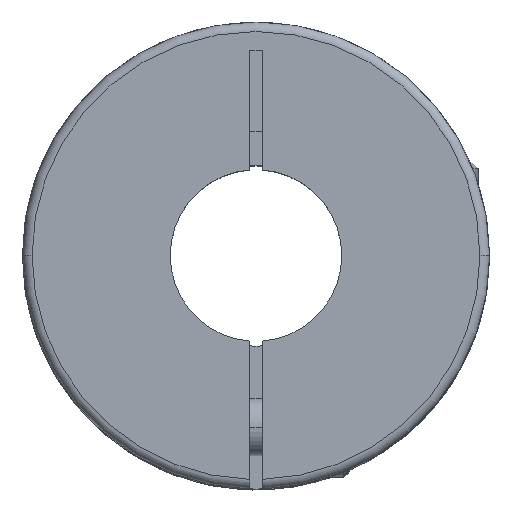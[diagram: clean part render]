
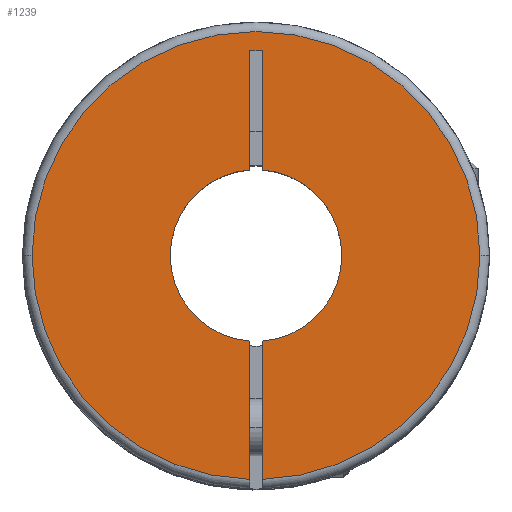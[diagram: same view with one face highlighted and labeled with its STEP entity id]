
A CAD part, top view. The second image highlights one B-rep face of the part: STEP entity #1239.
In plain terms, the highlighted planar face has unit normal (0, 0, 1).
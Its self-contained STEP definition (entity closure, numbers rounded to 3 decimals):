
#7 = EDGE_CURVE ( 'NONE', #2168, #3586, #2047, .T. ) ;
#33 = DIRECTION ( 'NONE',  ( 0., 0., -1. ) ) ;
#35 = DIRECTION ( 'NONE',  ( 0., -1., 0. ) ) ;
#83 = CARTESIAN_POINT ( 'NONE',  ( 0.65, -24.5, 0. ) ) ;
#104 = DIRECTION ( 'NONE',  ( 0., 0., -1. ) ) ;
#130 = CARTESIAN_POINT ( 'NONE',  ( -9., 0., 0. ) ) ;
#313 = CARTESIAN_POINT ( 'NONE',  ( -0.65, 21.5, 0. ) ) ;
#322 = VERTEX_POINT ( 'NONE', #3961 ) ;
#329 = CARTESIAN_POINT ( 'NONE',  ( 0.65, -8.976, 0. ) ) ;
#365 = VERTEX_POINT ( 'NONE', #987 ) ;
#674 = EDGE_CURVE ( 'NONE', #3894, #2993, #1851, .T. ) ;
#689 = PLANE ( 'NONE',  #3785 ) ;
#703 = LINE ( 'NONE', #83, #738 ) ;
#721 = ORIENTED_EDGE ( 'NONE', *, *, #1910, .F. ) ;
#738 = VECTOR ( 'NONE', #1303, 1000. ) ;
#768 = DIRECTION ( 'NONE',  ( 0., 0., -1. ) ) ;
#877 = CARTESIAN_POINT ( 'NONE',  ( -23.5, 0., 0. ) ) ;
#903 = EDGE_LOOP ( 'NONE', ( #1452, #2100, #2167, #1431, #1802, #1386, #2670, #1902, #3161, #721, #1709 ) ) ;
#922 = CARTESIAN_POINT ( 'NONE',  ( -0.65, -23.491, 0. ) ) ;
#947 = DIRECTION ( 'NONE',  ( 0., 1., 0. ) ) ;
#949 = EDGE_CURVE ( 'NONE', #3894, #3156, #3594, .T. ) ;
#979 = DIRECTION ( 'NONE',  ( 0., -1., 0. ) ) ;
#987 = CARTESIAN_POINT ( 'NONE',  ( -0.65, 21.5, 0. ) ) ;
#1030 = LINE ( 'NONE', #3528, #3742 ) ;
#1082 = AXIS2_PLACEMENT_3D ( 'NONE', #1424, #768, #2953 ) ;
#1134 = DIRECTION ( 'NONE',  ( 0., 0., -1. ) ) ;
#1153 = AXIS2_PLACEMENT_3D ( 'NONE', #2384, #1134, #3338 ) ;
#1211 = CARTESIAN_POINT ( 'NONE',  ( 0.65, -24.5, 0. ) ) ;
#1239 = ADVANCED_FACE ( 'NONE', ( #1968 ), #689, .F. ) ;
#1259 = DIRECTION ( 'NONE',  ( -1., 0., 0. ) ) ;
#1271 = EDGE_CURVE ( 'NONE', #3156, #322, #3342, .T. ) ;
#1303 = DIRECTION ( 'NONE',  ( 0., 1., 0. ) ) ;
#1318 = CIRCLE ( 'NONE', #1951, 23.5 ) ;
#1334 = DIRECTION ( 'NONE',  ( 0., -1., 0. ) ) ;
#1386 = ORIENTED_EDGE ( 'NONE', *, *, #3458, .F. ) ;
#1424 = CARTESIAN_POINT ( 'NONE',  ( 0., 0., 0. ) ) ;
#1431 = ORIENTED_EDGE ( 'NONE', *, *, #1271, .T. ) ;
#1452 = ORIENTED_EDGE ( 'NONE', *, *, #2586, .F. ) ;
#1511 = CARTESIAN_POINT ( 'NONE',  ( 0., 0., 0. ) ) ;
#1530 = AXIS2_PLACEMENT_3D ( 'NONE', #1511, #2744, #2454 ) ;
#1546 = LINE ( 'NONE', #1211, #1845 ) ;
#1556 = CARTESIAN_POINT ( 'NONE',  ( 0., 0., 0. ) ) ;
#1619 = EDGE_CURVE ( 'NONE', #3472, #2477, #703, .T. ) ;
#1658 = CIRCLE ( 'NONE', #1530, 23.5 ) ;
#1709 = ORIENTED_EDGE ( 'NONE', *, *, #7, .F. ) ;
#1758 = CARTESIAN_POINT ( 'NONE',  ( 0., 0., 0. ) ) ;
#1802 = ORIENTED_EDGE ( 'NONE', *, *, #3047, .F. ) ;
#1803 = CARTESIAN_POINT ( 'NONE',  ( 23.5, 0., 0. ) ) ;
#1845 = VECTOR ( 'NONE', #947, 1000. ) ;
#1851 = LINE ( 'NONE', #313, #3754 ) ;
#1902 = ORIENTED_EDGE ( 'NONE', *, *, #2035, .T. ) ;
#1910 = EDGE_CURVE ( 'NONE', #3586, #3472, #1318, .T. ) ;
#1923 = DIRECTION ( 'NONE',  ( -1., 0., 0. ) ) ;
#1951 = AXIS2_PLACEMENT_3D ( 'NONE', #1758, #3918, #2391 ) ;
#1968 = FACE_OUTER_BOUND ( 'NONE', #903, .T. ) ;
#2003 = CARTESIAN_POINT ( 'NONE',  ( 0.65, -23.491, 0. ) ) ;
#2035 = EDGE_CURVE ( 'NONE', #3583, #2477, #3691, .T. ) ;
#2047 = CIRCLE ( 'NONE', #2566, 23.5 ) ;
#2100 = ORIENTED_EDGE ( 'NONE', *, *, #674, .F. ) ;
#2167 = ORIENTED_EDGE ( 'NONE', *, *, #949, .T. ) ;
#2168 = VERTEX_POINT ( 'NONE', #877 ) ;
#2215 = CARTESIAN_POINT ( 'NONE',  ( 0., 0., 0. ) ) ;
#2384 = CARTESIAN_POINT ( 'NONE',  ( 0., 0., 0. ) ) ;
#2391 = DIRECTION ( 'NONE',  ( -1., 0., 0. ) ) ;
#2430 = CARTESIAN_POINT ( 'NONE',  ( -0.65, 21.5, 0. ) ) ;
#2454 = DIRECTION ( 'NONE',  ( -1., 0., 0. ) ) ;
#2477 = VERTEX_POINT ( 'NONE', #329 ) ;
#2510 = EDGE_CURVE ( 'NONE', #3583, #3272, #1546, .T. ) ;
#2566 = AXIS2_PLACEMENT_3D ( 'NONE', #2215, #2867, #1923 ) ;
#2586 = EDGE_CURVE ( 'NONE', #2993, #2168, #1658, .T. ) ;
#2670 = ORIENTED_EDGE ( 'NONE', *, *, #2510, .F. ) ;
#2744 = DIRECTION ( 'NONE',  ( 0., 0., -1. ) ) ;
#2795 = LINE ( 'NONE', #2430, #3787 ) ;
#2867 = DIRECTION ( 'NONE',  ( 0., 0., -1. ) ) ;
#2868 = CARTESIAN_POINT ( 'NONE',  ( 0., 0., 0. ) ) ;
#2941 = CARTESIAN_POINT ( 'NONE',  ( 0.65, 21.5, 0. ) ) ;
#2953 = DIRECTION ( 'NONE',  ( -1., 0., 0. ) ) ;
#2993 = VERTEX_POINT ( 'NONE', #922 ) ;
#3047 = EDGE_CURVE ( 'NONE', #365, #322, #2795, .T. ) ;
#3156 = VERTEX_POINT ( 'NONE', #130 ) ;
#3161 = ORIENTED_EDGE ( 'NONE', *, *, #1619, .F. ) ;
#3199 = AXIS2_PLACEMENT_3D ( 'NONE', #1556, #33, #1259 ) ;
#3272 = VERTEX_POINT ( 'NONE', #2941 ) ;
#3338 = DIRECTION ( 'NONE',  ( -1., 0., 0. ) ) ;
#3342 = CIRCLE ( 'NONE', #1082, 9. ) ;
#3458 = EDGE_CURVE ( 'NONE', #3272, #365, #1030, .T. ) ;
#3472 = VERTEX_POINT ( 'NONE', #2003 ) ;
#3528 = CARTESIAN_POINT ( 'NONE',  ( 0.65, 21.5, 0. ) ) ;
#3583 = VERTEX_POINT ( 'NONE', #3875 ) ;
#3586 = VERTEX_POINT ( 'NONE', #1803 ) ;
#3594 = CIRCLE ( 'NONE', #1153, 9. ) ;
#3691 = CIRCLE ( 'NONE', #3199, 9. ) ;
#3742 = VECTOR ( 'NONE', #3788, 1000. ) ;
#3754 = VECTOR ( 'NONE', #979, 1000. ) ;
#3785 = AXIS2_PLACEMENT_3D ( 'NONE', #2868, #104, #1334 ) ;
#3787 = VECTOR ( 'NONE', #35, 1000. ) ;
#3788 = DIRECTION ( 'NONE',  ( -1., 0., 0. ) ) ;
#3871 = CARTESIAN_POINT ( 'NONE',  ( -0.65, -8.976, 0. ) ) ;
#3875 = CARTESIAN_POINT ( 'NONE',  ( 0.65, 8.976, 0. ) ) ;
#3894 = VERTEX_POINT ( 'NONE', #3871 ) ;
#3918 = DIRECTION ( 'NONE',  ( 0., 0., -1. ) ) ;
#3961 = CARTESIAN_POINT ( 'NONE',  ( -0.65, 8.976, 0. ) ) ;
